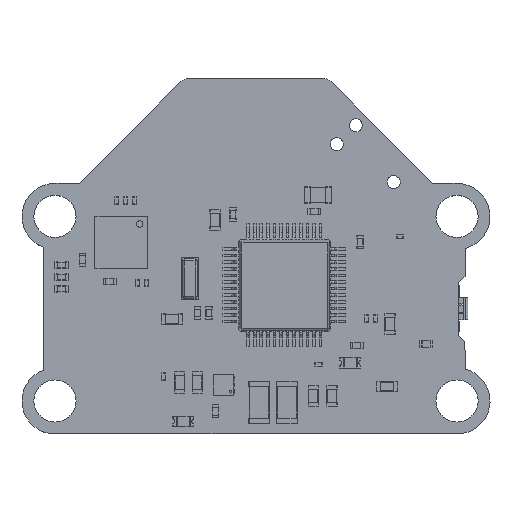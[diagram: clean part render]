
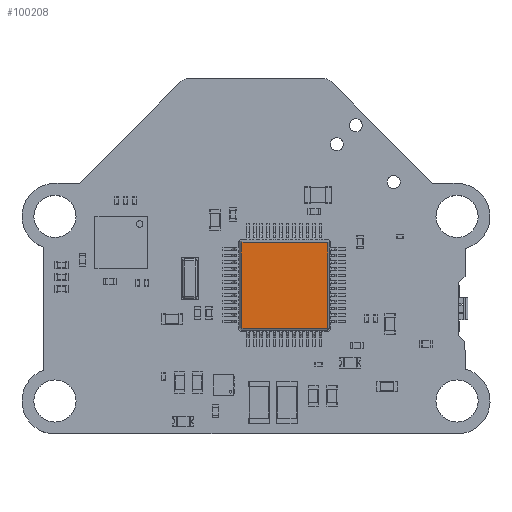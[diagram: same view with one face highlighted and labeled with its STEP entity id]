
A CAD part, top view. The second image highlights one B-rep face of the part: STEP entity #100208.
In plain terms, the highlighted planar face has unit normal (0, 0, 1).
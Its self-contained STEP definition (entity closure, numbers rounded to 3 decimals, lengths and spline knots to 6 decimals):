
#15321=ORIENTED_EDGE('',*,*,#42416,.F.);
#15322=ORIENTED_EDGE('',*,*,#42417,.F.);
#15323=ORIENTED_EDGE('',*,*,#42418,.F.);
#15324=ORIENTED_EDGE('',*,*,#42413,.F.);
#15325=ORIENTED_EDGE('',*,*,#42404,.F.);
#15326=ORIENTED_EDGE('',*,*,#42411,.F.);
#15327=ORIENTED_EDGE('',*,*,#42419,.F.);
#15328=ORIENTED_EDGE('',*,*,#42420,.F.);
#42404=EDGE_CURVE('',#55955,#55956,#64696,.T.);
#42411=EDGE_CURVE('',#55961,#55955,#64701,.T.);
#42413=EDGE_CURVE('',#55956,#55962,#64703,.T.);
#42416=EDGE_CURVE('',#55964,#55965,#64706,.T.);
#42417=EDGE_CURVE('',#55966,#55964,#64707,.T.);
#42418=EDGE_CURVE('',#55962,#55966,#64708,.T.);
#42419=EDGE_CURVE('',#55967,#55961,#64709,.T.);
#42420=EDGE_CURVE('',#55965,#55967,#64710,.T.);
#55955=VERTEX_POINT('',#173943);
#55956=VERTEX_POINT('',#173945);
#55961=VERTEX_POINT('',#173958);
#55962=VERTEX_POINT('',#173963);
#55964=VERTEX_POINT('',#173969);
#55965=VERTEX_POINT('',#173970);
#55966=VERTEX_POINT('',#173972);
#55967=VERTEX_POINT('',#173975);
#64696=LINE('',#173944,#74242);
#64701=LINE('',#173959,#74247);
#64703=LINE('',#173962,#74249);
#64706=LINE('',#173968,#74252);
#64707=LINE('',#173971,#74253);
#64708=LINE('',#173973,#74254);
#64709=LINE('',#173974,#74255);
#64710=LINE('',#173976,#74256);
#74242=VECTOR('',#143164,1.);
#74247=VECTOR('',#143177,1.);
#74249=VECTOR('',#143181,1.);
#74252=VECTOR('',#143186,1.);
#74253=VECTOR('',#143187,1.);
#74254=VECTOR('',#143188,1.);
#74255=VECTOR('',#143189,1.);
#74256=VECTOR('',#143190,1.);
#82580=EDGE_LOOP('',(#15321,#15322,#15323,#15324,#15325,#15326,#15327,#15328));
#88469=FACE_BOUND('',#82580,.T.);
#93318=PLANE('',#128019);
#100208=ADVANCED_FACE('',(#88469),#93318,.T.);
#128019=AXIS2_PLACEMENT_3D('',#173967,#143184,#143185);
#143164=DIRECTION('',(-1.,0.,0.));
#143177=DIRECTION('',(-0.707,-0.707,0.));
#143181=DIRECTION('',(-0.707,0.707,0.));
#143184=DIRECTION('',(0.,0.,1.));
#143185=DIRECTION('',(0.7,-0.714,0.));
#143186=DIRECTION('',(1.,0.,0.));
#143187=DIRECTION('',(0.707,0.707,0.));
#143188=DIRECTION('',(0.,1.,0.));
#143189=DIRECTION('',(0.,-1.,0.));
#143190=DIRECTION('',(0.707,-0.707,0.));
#173943=CARTESIAN_POINT('',(0.005363,-0.005501,0.002795));
#173944=CARTESIAN_POINT('',(0.005363,-0.005501,0.002795));
#173945=CARTESIAN_POINT('',(-0.001063,-0.005501,0.002795));
#173958=CARTESIAN_POINT('',(0.005426,-0.005438,0.002795));
#173959=CARTESIAN_POINT('',(0.005426,-0.005438,0.002795));
#173962=CARTESIAN_POINT('',(-0.001063,-0.005501,0.002795));
#173963=CARTESIAN_POINT('',(-0.001126,-0.005438,0.002795));
#173967=CARTESIAN_POINT('',(-0.001063,0.001051,0.002795));
#173968=CARTESIAN_POINT('',(-0.001063,0.001051,0.002795));
#173969=CARTESIAN_POINT('',(-0.001063,0.001051,0.002795));
#173970=CARTESIAN_POINT('',(0.005363,0.001051,0.002795));
#173971=CARTESIAN_POINT('',(-0.001126,0.000988,0.002795));
#173972=CARTESIAN_POINT('',(-0.001126,0.000988,0.002795));
#173973=CARTESIAN_POINT('',(-0.001126,-0.005438,0.002795));
#173974=CARTESIAN_POINT('',(0.005426,0.000988,0.002795));
#173975=CARTESIAN_POINT('',(0.005426,0.000988,0.002795));
#173976=CARTESIAN_POINT('',(0.005363,0.001051,0.002795));
